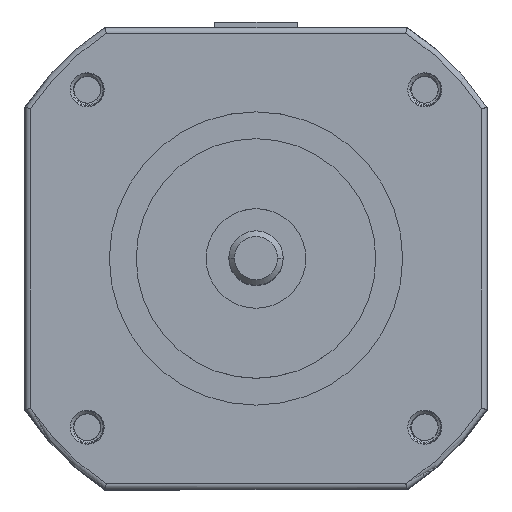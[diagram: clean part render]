
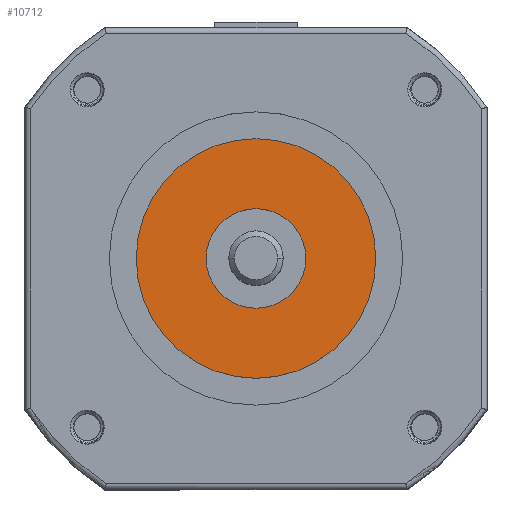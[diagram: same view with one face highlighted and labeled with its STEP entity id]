
A CAD part, top view. The second image highlights one B-rep face of the part: STEP entity #10712.
In plain terms, the highlighted planar face has unit normal (0, 0, 1).
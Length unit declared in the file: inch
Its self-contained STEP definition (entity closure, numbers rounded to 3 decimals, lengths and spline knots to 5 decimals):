
#202 = CIRCLE ( 'NONE', #10232, 0.433 ) ;
#227 = CIRCLE ( 'NONE', #10239, 0.18 ) ;
#1270 = CARTESIAN_POINT ( 'NONE',  ( 0., 0., 0.08 ) ) ;
#1271 = DIRECTION ( 'NONE',  ( 0., 0., -1. ) ) ;
#1272 = DIRECTION ( 'NONE',  ( -1., 0., 0. ) ) ;
#1617 = CARTESIAN_POINT ( 'NONE',  ( 0., 0., 0.08 ) ) ;
#1630 = DIRECTION ( 'NONE',  ( 0., 0., -1. ) ) ;
#1631 = DIRECTION ( 'NONE',  ( -1., 0., 0. ) ) ;
#1713 = CARTESIAN_POINT ( 'NONE',  ( 0., 0., 0.08 ) ) ;
#1723 = DIRECTION ( 'NONE',  ( 0., 0., 1. ) ) ;
#1724 = DIRECTION ( 'NONE',  ( 0., -1., 0. ) ) ;
#2249 = CARTESIAN_POINT ( 'NONE',  ( 0., 0.18, 0.08 ) ) ;
#2277 = CARTESIAN_POINT ( 'NONE',  ( 0., -0.18, 0.08 ) ) ;
#2282 = CARTESIAN_POINT ( 'NONE',  ( -0.433, 0., 0.08 ) ) ;
#2283 = CARTESIAN_POINT ( 'NONE',  ( 0.433, 0., 0.08 ) ) ;
#3328 = ORIENTED_EDGE ( 'NONE', *, *, #5139, .F. ) ;
#3329 = ORIENTED_EDGE ( 'NONE', *, *, #4992, .F. ) ;
#3330 = ORIENTED_EDGE ( 'NONE', *, *, #4988, .F. ) ;
#3331 = ORIENTED_EDGE ( 'NONE', *, *, #5162, .F. ) ;
#4988 = EDGE_CURVE ( 'NONE', #7962, #7961, #7090, .T. ) ;
#4992 = EDGE_CURVE ( 'NONE', #7968, #7967, #7104, .T. ) ;
#5139 = EDGE_CURVE ( 'NONE', #7967, #7968, #202, .T. ) ;
#5162 = EDGE_CURVE ( 'NONE', #7961, #7962, #227, .T. ) ;
#7090 = CIRCLE ( 'NONE', #10182, 0.18 ) ;
#7104 = CIRCLE ( 'NONE', #10185, 0.433 ) ;
#7194 = CARTESIAN_POINT ( 'NONE',  ( 0., 0., 0.08 ) ) ;
#7206 = DIRECTION ( 'NONE',  ( 0., 0., 1. ) ) ;
#7207 = DIRECTION ( 'NONE',  ( 0., -1., 0. ) ) ;
#7961 = VERTEX_POINT ( 'NONE', #2249 ) ;
#7962 = VERTEX_POINT ( 'NONE', #2277 ) ;
#7967 = VERTEX_POINT ( 'NONE', #2282 ) ;
#7968 = VERTEX_POINT ( 'NONE', #2283 ) ;
#8931 = EDGE_LOOP ( 'NONE', ( #3330, #3331 ) ) ;
#8936 = EDGE_LOOP ( 'NONE', ( #3328, #3329 ) ) ;
#9085 = FACE_BOUND ( 'NONE', #8931, .T. ) ;
#9087 = FACE_OUTER_BOUND ( 'NONE', #8936, .T. ) ;
#10182 = AXIS2_PLACEMENT_3D ( 'NONE', #7194, #7206, #7207 ) ;
#10185 = AXIS2_PLACEMENT_3D ( 'NONE', #1270, #1271, #1272 ) ;
#10232 = AXIS2_PLACEMENT_3D ( 'NONE', #1617, #1630, #1631 ) ;
#10239 = AXIS2_PLACEMENT_3D ( 'NONE', #1713, #1723, #1724 ) ;
#10274 = AXIS2_PLACEMENT_3D ( 'NONE', #11643, #11651, #11652 ) ;
#10712 = ADVANCED_FACE ( 'NONE', ( #9087, #9085 ), #11640, .T. ) ;
#11640 = PLANE ( 'NONE',  #10274 ) ;
#11643 = CARTESIAN_POINT ( 'NONE',  ( 0., 0., 0.08 ) ) ;
#11651 = DIRECTION ( 'NONE',  ( 0., 0., 1. ) ) ;
#11652 = DIRECTION ( 'NONE',  ( 1., 0., 0. ) ) ;
